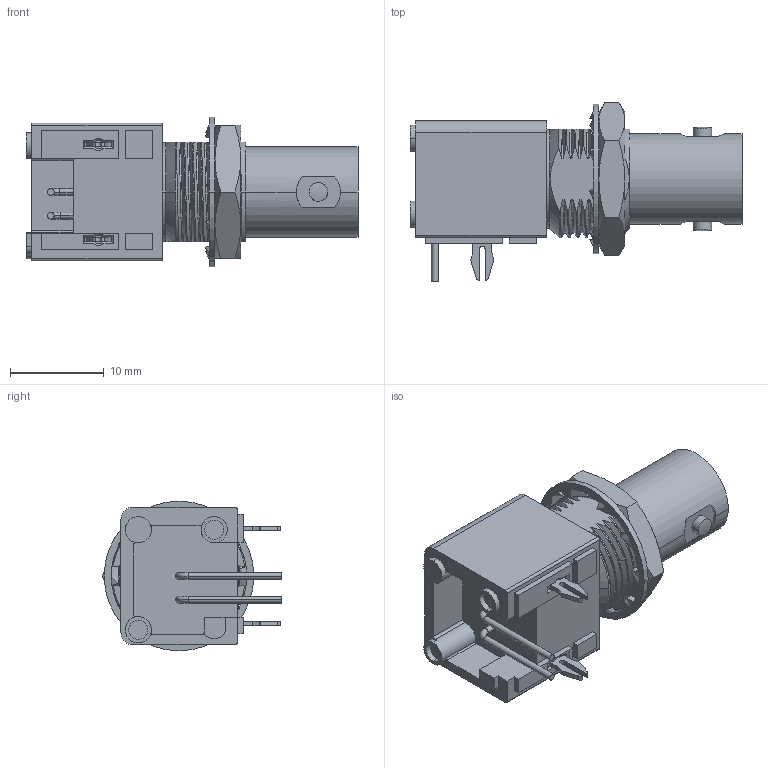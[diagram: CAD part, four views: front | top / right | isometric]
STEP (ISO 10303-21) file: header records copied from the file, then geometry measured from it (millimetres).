
FILE_DESCRIPTION((''),'2;1');
FILE_NAME('112494_SW0003','2020-06-04T10:54:27',('Madhan'),(''),'CREO PARAMETRIC BY PTC INC, 2019444','CREO PARAMETRIC BY PTC INC, 2019444','');
FILE_SCHEMA(('CONFIG_CONTROL_DESIGN'));
Length unit declared in the file: millimetre
Products named in the file (1): 112494_SW0003
Bounding box: 35.5 x 19.21 x 16 mm (x, y, z)
Volume: 3459.3 mm3; surface area: 3075.9 mm2
Topology: 1 solids, 1 shells, 433 faces, 1319 edges, 872 vertices
Faces by surface type: plane 179, bspline 121, cylinder 95, cone 34, torus 4
Entity records: 19787 total; most frequent: CARTESIAN_POINT 8804, ORIENTED_EDGE 2634, DIRECTION 1774, EDGE_CURVE 1317, VERTEX_POINT 872, VECTOR 716, LINE 716, AXIS2_PLACEMENT_3D 529
